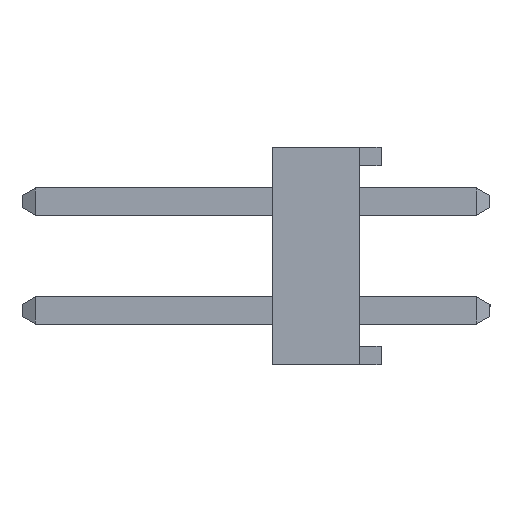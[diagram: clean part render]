
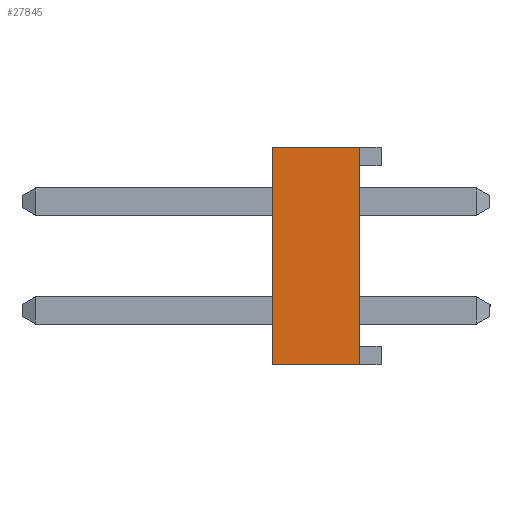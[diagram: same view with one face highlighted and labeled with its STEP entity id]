
A CAD part, left-side view. The second image highlights one B-rep face of the part: STEP entity #27845.
In plain terms, the highlighted planar face has unit normal (-1, 0, 0).
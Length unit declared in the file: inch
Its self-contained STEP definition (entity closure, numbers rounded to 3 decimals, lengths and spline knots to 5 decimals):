
#2871=ORIENTED_EDGE('',*,*,#10107,.F.);
#2872=ORIENTED_EDGE('',*,*,#8809,.F.);
#2873=ORIENTED_EDGE('',*,*,#10108,.F.);
#2874=ORIENTED_EDGE('',*,*,#9008,.T.);
#8809=EDGE_CURVE('',#12619,#12620,#15181,.T.);
#9008=EDGE_CURVE('',#12747,#12746,#15380,.T.);
#10107=EDGE_CURVE('',#12620,#12746,#16479,.T.);
#10108=EDGE_CURVE('',#12747,#12619,#16480,.T.);
#12619=VERTEX_POINT('',#39341);
#12620=VERTEX_POINT('',#39343);
#12746=VERTEX_POINT('',#39686);
#12747=VERTEX_POINT('',#39688);
#15181=LINE('',#39342,#19137);
#15380=LINE('',#39687,#19336);
#16479=LINE('',#41833,#20435);
#16480=LINE('',#41834,#20436);
#19137=VECTOR('',#31637,39.37008);
#19336=VECTOR('',#31874,39.37008);
#20435=VECTOR('',#33771,39.37008);
#20436=VECTOR('',#33772,39.37008);
#22789=EDGE_LOOP('',(#2871,#2872,#2873,#2874));
#24525=FACE_BOUND('',#22789,.T.);
#26261=PLANE('',#29455);
#27845=ADVANCED_FACE('',(#24525),#26261,.F.);
#29455=AXIS2_PLACEMENT_3D('',#41832,#33769,#33770);
#31637=DIRECTION('',(0.,-1.,0.));
#31874=DIRECTION('',(0.,-1.,0.));
#33769=DIRECTION('',(1.,0.,0.));
#33770=DIRECTION('',(0.,0.,-1.));
#33771=DIRECTION('',(0.,0.,-1.));
#33772=DIRECTION('',(0.,0.,1.));
#39341=CARTESIAN_POINT('',(-0.95,0.1,0.1));
#39342=CARTESIAN_POINT('',(-0.95,0.1,0.1));
#39343=CARTESIAN_POINT('',(-0.95,0.02,0.1));
#39686=CARTESIAN_POINT('',(-0.95,0.02,-0.1));
#39687=CARTESIAN_POINT('',(-0.95,0.1,-0.1));
#39688=CARTESIAN_POINT('',(-0.95,0.1,-0.1));
#41832=CARTESIAN_POINT('',(-0.95,0.1,-0.1));
#41833=CARTESIAN_POINT('',(-0.95,0.02,-0.1));
#41834=CARTESIAN_POINT('',(-0.95,0.1,-0.1));
